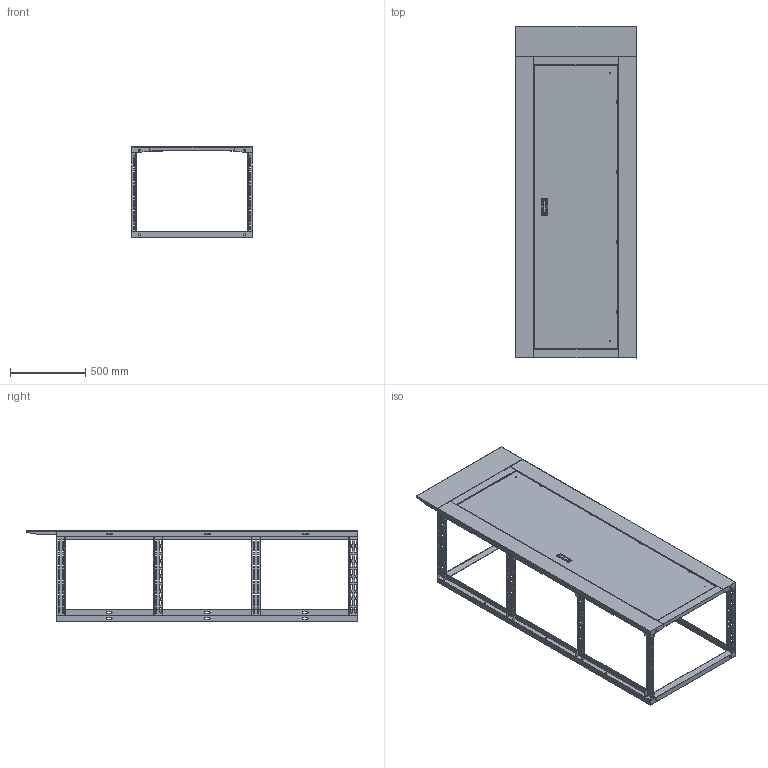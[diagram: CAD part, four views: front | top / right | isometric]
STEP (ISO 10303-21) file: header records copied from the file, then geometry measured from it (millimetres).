
FILE_DESCRIPTION (( 'STEP AP214' ), '1' );
FILE_NAME ('YKM60-M1-22-8-6 Êîðïóñ ìåòàëëè÷åñêèé ïàíåëè ÙÎ 22.8.6.STEP', '2016-11-17T07:51:28', ( '' ), ( '' ), 'SwSTEP 2.0', 'SolidWorks 2014', '' );
FILE_SCHEMA (( 'AUTOMOTIVE_DESIGN' ));
Length unit declared in the file: millimetre
Products named in the file (1): YKM60-M1-22-8-6 Êîðïóñ ìåòàëëè÷åñêèé ïàíåëè ÙÎ 22.8.6
Bounding box: 800 x 2200 x 602 mm (x, y, z)
Volume: 6628941.1 mm3; surface area: 6828811.3 mm2
Topology: 3 solids, 5 shells, 1748 faces, 5115 edges, 3332 vertices
Faces by surface type: cylinder 884, plane 839, sphere 12, bspline 8, cone 4, torus 1
Entity records: 59552 total; most frequent: CARTESIAN_POINT 10596, DIRECTION 10320, ORIENTED_EDGE 10182, EDGE_CURVE 5091, AXIS2_PLACEMENT_3D 3514, VERTEX_POINT 3332, LINE 3292, VECTOR 3292
